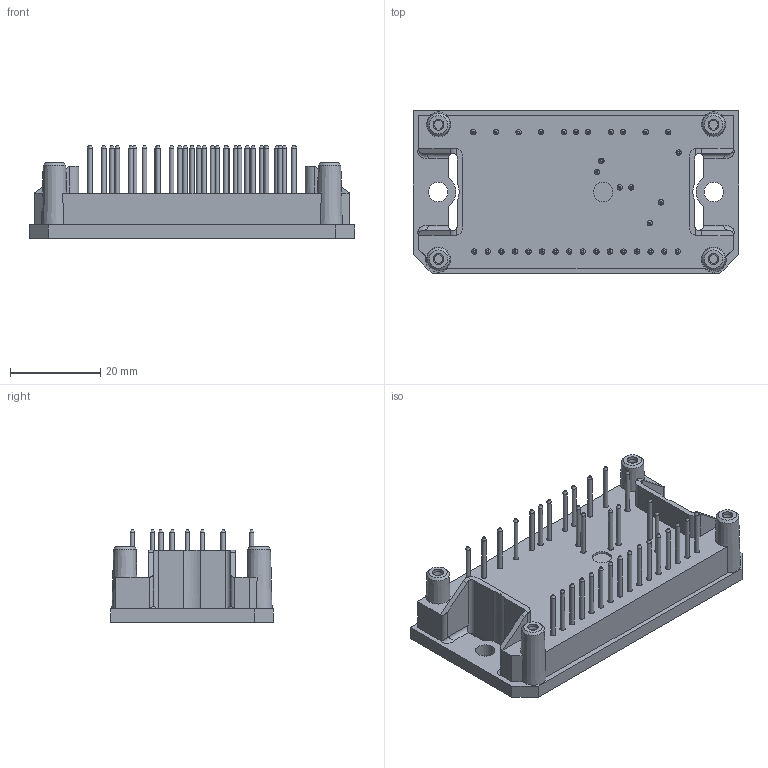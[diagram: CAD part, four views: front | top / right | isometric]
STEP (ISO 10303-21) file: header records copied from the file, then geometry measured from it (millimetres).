
FILE_DESCRIPTION(/* description */ ('Unknown'),/* implementation_level */ '2;1');
FILE_NAME(/* name */ 'FLOW1B-4T17W-L810(340)-01-OL',/* time_stamp */ '2016-02-26T14:34:10+01:00',/* author */ ('Unknown'),/* organization */ ('Unknown'),/* preprocessor_version */ 'ST-DEVELOPER v16',/* originating_system */ 'DEX',/* authorisation */ $);
FILE_SCHEMA (('AUTOMOTIVE_DESIGN {1 0 10303 214 3 1 1}'));
Length unit declared in the file: millimetre
Products named in the file (1): FLOW1B-4T17W-L810(340)-01-OL
Bounding box: 72 x 36 x 20.63 mm (x, y, z)
Volume: 21746.3 mm3; surface area: 11085.5 mm2
Topology: 1 solids, 1 shells, 849 faces, 2033 edges, 1356 vertices
Faces by surface type: plane 688, cylinder 105, cone 47, bspline 9
Full cylindrical faces by diameter (mm): 1 x34, 1.2 x34, 2 x4, 2.4 x4, 4.3 x3
Entity records: 29393 total; most frequent: CARTESIAN_POINT 4549, DIRECTION 3719, ORIENTED_EDGE 3634, EDGE_CURVE 1817, LINE 1519, VECTOR 1519, VERTEX_POINT 1270, EDGE_LOOP 1155
